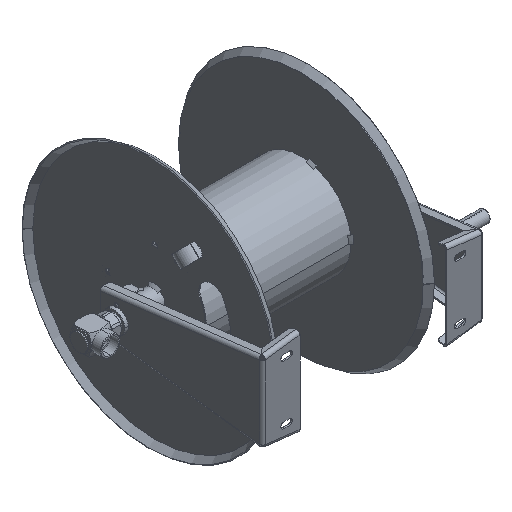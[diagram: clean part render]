
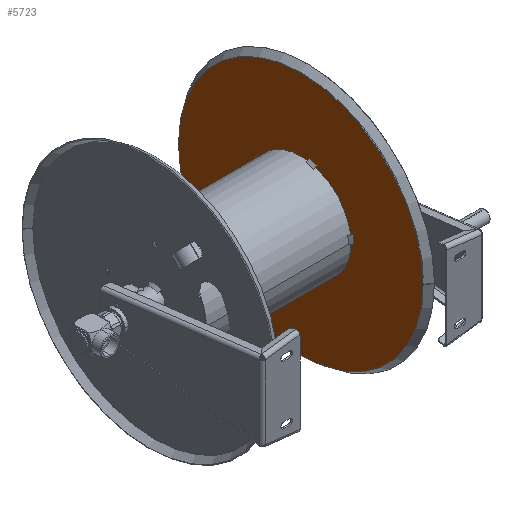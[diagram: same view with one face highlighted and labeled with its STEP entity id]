
A CAD part, isometric view. The second image highlights one B-rep face of the part: STEP entity #5723.
In plain terms, the highlighted planar face has unit normal (-1, 0, 0).
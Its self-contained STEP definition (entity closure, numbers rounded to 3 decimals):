
#4860=CARTESIAN_POINT('',(140.,0.,0.));
#4861=DIRECTION('',(1.,0.,0.));
#4862=DIRECTION('',(0.,-1.,0.));
#4863=AXIS2_PLACEMENT_3D('',#4860,#4861,#4862);
#4875=CARTESIAN_POINT('',(140.,0.,0.));
#4876=DIRECTION('',(-1.,0.,0.));
#4877=DIRECTION('',(0.,-1.,0.));
#4878=AXIS2_PLACEMENT_3D('',#4875,#4876,#4877);
#4890=CARTESIAN_POINT('',(140.,0.,0.));
#4891=DIRECTION('',(-1.,0.,0.));
#4892=DIRECTION('',(0.,0.,-1.));
#4893=AXIS2_PLACEMENT_3D('',#4890,#4891,#4892);
#4898=CARTESIAN_POINT('',(140.,0.,0.));
#4899=DIRECTION('',(-1.,0.,0.));
#4900=DIRECTION('',(0.,0.,1.));
#4901=AXIS2_PLACEMENT_3D('',#4898,#4899,#4900);
#4906=DIRECTION('',(0.,0.,-1.));
#4907=VECTOR('',#4906,10.);
#4908=CARTESIAN_POINT('',(140.,-86.48,5.));
#4909=LINE('',#4908,#4907);
#4913=DIRECTION('',(0.,0.,-1.));
#4914=VECTOR('',#4913,0.11);
#4915=CARTESIAN_POINT('',(140.,-86.48,-5.));
#4916=LINE('',#4915,#4914);
#4920=DIRECTION('',(0.,-1.,0.));
#4921=VECTOR('',#4920,3.);
#4922=CARTESIAN_POINT('',(140.,-86.48,-5.11));
#4923=LINE('',#4922,#4921);
#4927=CARTESIAN_POINT('',(140.,-89.48,0.));
#4928=DIRECTION('',(-1.,0.,0.));
#4929=DIRECTION('',(0.,0.,-1.));
#4930=AXIS2_PLACEMENT_3D('',#4927,#4928,#4929);
#4935=DIRECTION('',(0.,1.,0.));
#4936=VECTOR('',#4935,3.);
#4937=CARTESIAN_POINT('',(140.,-89.48,5.11));
#4938=LINE('',#4937,#4936);
#4942=DIRECTION('',(0.,0.,-1.));
#4943=VECTOR('',#4942,0.11);
#4944=CARTESIAN_POINT('',(140.,-86.48,5.11));
#4945=LINE('',#4944,#4943);
#4949=DIRECTION('',(0.,1.,0.));
#4950=VECTOR('',#4949,10.);
#4951=CARTESIAN_POINT('',(140.,-5.,-86.48));
#4952=LINE('',#4951,#4950);
#4956=DIRECTION('',(0.,1.,0.));
#4957=VECTOR('',#4956,0.11);
#4958=CARTESIAN_POINT('',(140.,5.,-86.48));
#4959=LINE('',#4958,#4957);
#4963=DIRECTION('',(0.,0.,-1.));
#4964=VECTOR('',#4963,3.);
#4965=CARTESIAN_POINT('',(140.,5.11,-86.48));
#4966=LINE('',#4965,#4964);
#4970=CARTESIAN_POINT('',(140.,0.,-89.48));
#4971=DIRECTION('',(-1.,0.,0.));
#4972=DIRECTION('',(0.,1.,0.));
#4973=AXIS2_PLACEMENT_3D('',#4970,#4971,#4972);
#4978=DIRECTION('',(0.,0.,1.));
#4979=VECTOR('',#4978,3.);
#4980=CARTESIAN_POINT('',(140.,-5.11,-89.48));
#4981=LINE('',#4980,#4979);
#4985=DIRECTION('',(0.,1.,0.));
#4986=VECTOR('',#4985,0.11);
#4987=CARTESIAN_POINT('',(140.,-5.11,-86.48));
#4988=LINE('',#4987,#4986);
#4992=DIRECTION('',(0.,0.,1.));
#4993=VECTOR('',#4992,10.);
#4994=CARTESIAN_POINT('',(140.,86.48,-5.));
#4995=LINE('',#4994,#4993);
#4999=DIRECTION('',(0.,0.,1.));
#5000=VECTOR('',#4999,0.11);
#5001=CARTESIAN_POINT('',(140.,86.48,5.));
#5002=LINE('',#5001,#5000);
#5006=DIRECTION('',(0.,1.,0.));
#5007=VECTOR('',#5006,3.);
#5008=CARTESIAN_POINT('',(140.,86.48,5.11));
#5009=LINE('',#5008,#5007);
#5013=CARTESIAN_POINT('',(140.,89.48,0.));
#5014=DIRECTION('',(-1.,0.,0.));
#5015=DIRECTION('',(0.,0.,1.));
#5016=AXIS2_PLACEMENT_3D('',#5013,#5014,#5015);
#5021=DIRECTION('',(0.,-1.,0.));
#5022=VECTOR('',#5021,3.);
#5023=CARTESIAN_POINT('',(140.,89.48,-5.11));
#5024=LINE('',#5023,#5022);
#5028=DIRECTION('',(0.,0.,1.));
#5029=VECTOR('',#5028,0.11);
#5030=CARTESIAN_POINT('',(140.,86.48,-5.11));
#5031=LINE('',#5030,#5029);
#5035=DIRECTION('',(0.,-1.,0.));
#5036=VECTOR('',#5035,10.);
#5037=CARTESIAN_POINT('',(140.,5.,86.48));
#5038=LINE('',#5037,#5036);
#5042=DIRECTION('',(0.,-1.,0.));
#5043=VECTOR('',#5042,0.11);
#5044=CARTESIAN_POINT('',(140.,-5.,86.48));
#5045=LINE('',#5044,#5043);
#5049=DIRECTION('',(0.,0.,1.));
#5050=VECTOR('',#5049,3.);
#5051=CARTESIAN_POINT('',(140.,-5.11,86.48));
#5052=LINE('',#5051,#5050);
#5056=CARTESIAN_POINT('',(140.,0.,89.48));
#5057=DIRECTION('',(-1.,0.,0.));
#5058=DIRECTION('',(0.,-1.,0.));
#5059=AXIS2_PLACEMENT_3D('',#5056,#5057,#5058);
#5064=DIRECTION('',(0.,0.,-1.));
#5065=VECTOR('',#5064,3.);
#5066=CARTESIAN_POINT('',(140.,5.11,89.48));
#5067=LINE('',#5066,#5065);
#5071=DIRECTION('',(0.,-1.,0.));
#5072=VECTOR('',#5071,0.11);
#5073=CARTESIAN_POINT('',(140.,5.11,86.48));
#5074=LINE('',#5073,#5072);
#5266=CARTESIAN_POINT('',(140.,-236.,0.));
#5268=VERTEX_POINT('',#5266);
#5270=CARTESIAN_POINT('',(140.,236.,0.));
#5272=VERTEX_POINT('',#5270);
#5278=CARTESIAN_POINT('',(140.,0.,-20.15));
#5279=CARTESIAN_POINT('',(140.,0.,20.15));
#5280=VERTEX_POINT('',#5278);
#5281=VERTEX_POINT('',#5279);
#5290=CARTESIAN_POINT('',(140.,-89.48,5.11));
#5291=CARTESIAN_POINT('',(140.,-89.48,-5.11));
#5292=VERTEX_POINT('',#5290);
#5293=VERTEX_POINT('',#5291);
#5298=CARTESIAN_POINT('',(140.,-86.48,-5.11));
#5299=VERTEX_POINT('',#5298);
#5300=CARTESIAN_POINT('',(140.,-86.48,5.11));
#5301=VERTEX_POINT('',#5300);
#5310=CARTESIAN_POINT('',(140.,-86.48,5.));
#5311=VERTEX_POINT('',#5310);
#5312=CARTESIAN_POINT('',(140.,-86.48,-5.));
#5313=VERTEX_POINT('',#5312);
#5326=CARTESIAN_POINT('',(140.,5.11,-86.48));
#5327=CARTESIAN_POINT('',(140.,5.11,-89.48));
#5328=VERTEX_POINT('',#5326);
#5329=VERTEX_POINT('',#5327);
#5330=CARTESIAN_POINT('',(140.,-5.11,-89.48));
#5331=VERTEX_POINT('',#5330);
#5332=CARTESIAN_POINT('',(140.,-5.11,-86.48));
#5333=VERTEX_POINT('',#5332);
#5346=CARTESIAN_POINT('',(140.,86.48,5.11));
#5347=CARTESIAN_POINT('',(140.,89.48,5.11));
#5348=VERTEX_POINT('',#5346);
#5349=VERTEX_POINT('',#5347);
#5350=CARTESIAN_POINT('',(140.,89.48,-5.11));
#5351=VERTEX_POINT('',#5350);
#5352=CARTESIAN_POINT('',(140.,86.48,-5.11));
#5353=VERTEX_POINT('',#5352);
#5366=CARTESIAN_POINT('',(140.,-5.11,86.48));
#5367=CARTESIAN_POINT('',(140.,-5.11,89.48));
#5368=VERTEX_POINT('',#5366);
#5369=VERTEX_POINT('',#5367);
#5370=CARTESIAN_POINT('',(140.,5.11,89.48));
#5371=VERTEX_POINT('',#5370);
#5372=CARTESIAN_POINT('',(140.,5.11,86.48));
#5373=VERTEX_POINT('',#5372);
#5378=CARTESIAN_POINT('',(140.,-5.,-86.48));
#5379=VERTEX_POINT('',#5378);
#5380=CARTESIAN_POINT('',(140.,5.,-86.48));
#5381=VERTEX_POINT('',#5380);
#5390=CARTESIAN_POINT('',(140.,86.48,-5.));
#5391=VERTEX_POINT('',#5390);
#5392=CARTESIAN_POINT('',(140.,86.48,5.));
#5393=VERTEX_POINT('',#5392);
#5402=CARTESIAN_POINT('',(140.,5.,86.48));
#5403=VERTEX_POINT('',#5402);
#5404=CARTESIAN_POINT('',(140.,-5.,86.48));
#5405=VERTEX_POINT('',#5404);
#5652=CARTESIAN_POINT('',(140.,0.,0.));
#5653=DIRECTION('',(1.,0.,0.));
#5654=DIRECTION('',(0.,1.,0.));
#5655=AXIS2_PLACEMENT_3D('',#5652,#5653,#5654);
#5656=PLANE('',#5655);
#5657=ORIENTED_EDGE('',*,*,#5610,.T.);
#5658=ORIENTED_EDGE('',*,*,#5633,.F.);
#5659=EDGE_LOOP('',(#5657,#5658));
#5660=FACE_OUTER_BOUND('',#5659,.F.);
#5662=ORIENTED_EDGE('',*,*,#5661,.T.);
#5664=ORIENTED_EDGE('',*,*,#5663,.T.);
#5665=EDGE_LOOP('',(#5662,#5664));
#5666=FACE_BOUND('',#5665,.F.);
#5668=ORIENTED_EDGE('',*,*,#5667,.T.);
#5670=ORIENTED_EDGE('',*,*,#5669,.T.);
#5672=ORIENTED_EDGE('',*,*,#5671,.T.);
#5674=ORIENTED_EDGE('',*,*,#5673,.T.);
#5676=ORIENTED_EDGE('',*,*,#5675,.T.);
#5678=ORIENTED_EDGE('',*,*,#5677,.T.);
#5679=EDGE_LOOP('',(#5668,#5670,#5672,#5674,#5676,#5678));
#5680=FACE_BOUND('',#5679,.F.);
#5682=ORIENTED_EDGE('',*,*,#5681,.T.);
#5684=ORIENTED_EDGE('',*,*,#5683,.T.);
#5686=ORIENTED_EDGE('',*,*,#5685,.T.);
#5688=ORIENTED_EDGE('',*,*,#5687,.T.);
#5690=ORIENTED_EDGE('',*,*,#5689,.T.);
#5692=ORIENTED_EDGE('',*,*,#5691,.T.);
#5693=EDGE_LOOP('',(#5682,#5684,#5686,#5688,#5690,#5692));
#5694=FACE_BOUND('',#5693,.F.);
#5696=ORIENTED_EDGE('',*,*,#5695,.T.);
#5698=ORIENTED_EDGE('',*,*,#5697,.T.);
#5700=ORIENTED_EDGE('',*,*,#5699,.T.);
#5702=ORIENTED_EDGE('',*,*,#5701,.T.);
#5704=ORIENTED_EDGE('',*,*,#5703,.T.);
#5706=ORIENTED_EDGE('',*,*,#5705,.T.);
#5707=EDGE_LOOP('',(#5696,#5698,#5700,#5702,#5704,#5706));
#5708=FACE_BOUND('',#5707,.F.);
#5710=ORIENTED_EDGE('',*,*,#5709,.T.);
#5712=ORIENTED_EDGE('',*,*,#5711,.T.);
#5714=ORIENTED_EDGE('',*,*,#5713,.T.);
#5716=ORIENTED_EDGE('',*,*,#5715,.T.);
#5718=ORIENTED_EDGE('',*,*,#5717,.T.);
#5720=ORIENTED_EDGE('',*,*,#5719,.T.);
#5721=EDGE_LOOP('',(#5710,#5712,#5714,#5716,#5718,#5720));
#5722=FACE_BOUND('',#5721,.F.);
#5723=ADVANCED_FACE('',(#5660,#5666,#5680,#5694,#5708,#5722),#5656,.F.);
#4864=CIRCLE('',#4863,236.);
#4879=CIRCLE('',#4878,236.);
#4894=CIRCLE('',#4893,20.15);
#4902=CIRCLE('',#4901,20.15);
#4931=CIRCLE('',#4930,5.11);
#4974=CIRCLE('',#4973,5.11);
#5017=CIRCLE('',#5016,5.11);
#5060=CIRCLE('',#5059,5.11);
#5610=EDGE_CURVE('',#5268,#5272,#4864,.T.);
#5633=EDGE_CURVE('',#5268,#5272,#4879,.T.);
#5661=EDGE_CURVE('',#5280,#5281,#4894,.T.);
#5663=EDGE_CURVE('',#5281,#5280,#4902,.T.);
#5667=EDGE_CURVE('',#5311,#5313,#4909,.T.);
#5669=EDGE_CURVE('',#5313,#5299,#4916,.T.);
#5671=EDGE_CURVE('',#5299,#5293,#4923,.T.);
#5673=EDGE_CURVE('',#5293,#5292,#4931,.T.);
#5675=EDGE_CURVE('',#5292,#5301,#4938,.T.);
#5677=EDGE_CURVE('',#5301,#5311,#4945,.T.);
#5681=EDGE_CURVE('',#5379,#5381,#4952,.T.);
#5683=EDGE_CURVE('',#5381,#5328,#4959,.T.);
#5685=EDGE_CURVE('',#5328,#5329,#4966,.T.);
#5687=EDGE_CURVE('',#5329,#5331,#4974,.T.);
#5689=EDGE_CURVE('',#5331,#5333,#4981,.T.);
#5691=EDGE_CURVE('',#5333,#5379,#4988,.T.);
#5695=EDGE_CURVE('',#5391,#5393,#4995,.T.);
#5697=EDGE_CURVE('',#5393,#5348,#5002,.T.);
#5699=EDGE_CURVE('',#5348,#5349,#5009,.T.);
#5701=EDGE_CURVE('',#5349,#5351,#5017,.T.);
#5703=EDGE_CURVE('',#5351,#5353,#5024,.T.);
#5705=EDGE_CURVE('',#5353,#5391,#5031,.T.);
#5709=EDGE_CURVE('',#5403,#5405,#5038,.T.);
#5711=EDGE_CURVE('',#5405,#5368,#5045,.T.);
#5713=EDGE_CURVE('',#5368,#5369,#5052,.T.);
#5715=EDGE_CURVE('',#5369,#5371,#5060,.T.);
#5717=EDGE_CURVE('',#5371,#5373,#5067,.T.);
#5719=EDGE_CURVE('',#5373,#5403,#5074,.T.);
